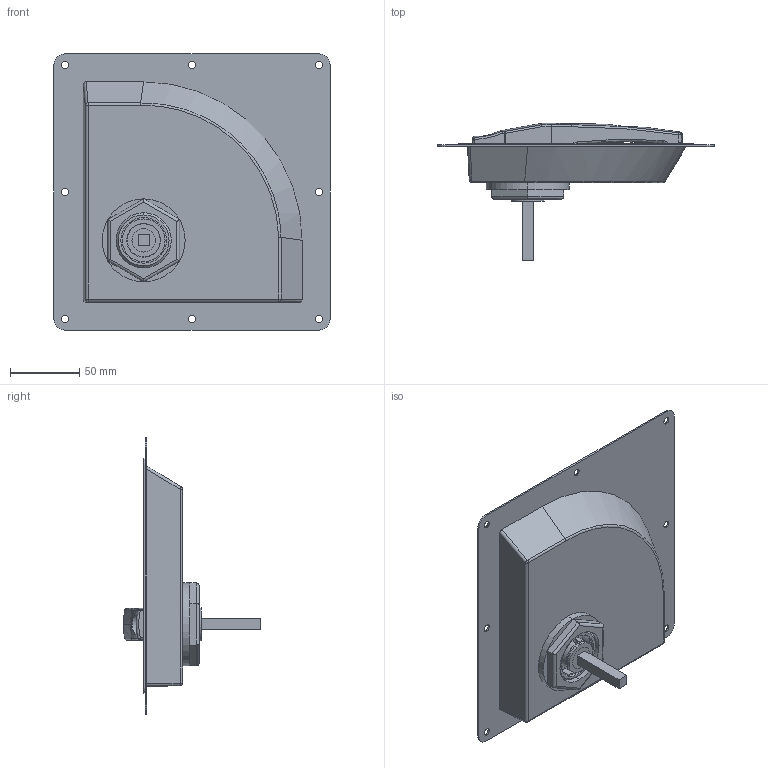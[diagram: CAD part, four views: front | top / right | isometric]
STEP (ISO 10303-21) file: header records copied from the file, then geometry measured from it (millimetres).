
FILE_DESCRIPTION (( 'STEP AP203' ), '1' );
FILE_NAME ('sone3D.STEP', '2013-10-04T01:14:36', ( '' ), ( '' ), 'SwSTEP 2.0', 'SolidWorks 2012', '' );
FILE_SCHEMA (( 'CONFIG_CONTROL_DESIGN' ));
Length unit declared in the file: millimetre
Products named in the file (9): R0220_公開用; A-505トリガー_; A-505ナット_; A-505ハンドル_; A-505角軸_; A-505パッキン_; A-505べース_; A-505取付プレート_; sone3D
Assembly tree (8 placements, depth 2):
  sone3D
    A-505取付プレート_
    A-505べース_
    A-505パッキン_
    A-505角軸_
    A-505ハンドル_
    A-505ナット_
    A-505トリガー_
    R0220_公開用
Bounding box: 200 x 99.5 x 200 mm (x, y, z)
Volume: 177877.1 mm3; surface area: 150843.8 mm2
Topology: 8 solids, 8 shells, 398 faces, 1012 edges, 634 vertices
Faces by surface type: cylinder 185, plane 139, bspline 46, torus 19, sphere 6, cone 3
Entity records: 15570 total; most frequent: CARTESIAN_POINT 5150, ORIENTED_EDGE 2008, DIRECTION 1976, EDGE_CURVE 1004, AXIS2_PLACEMENT_3D 755, VERTEX_POINT 634, VECTOR 466, LINE 466
